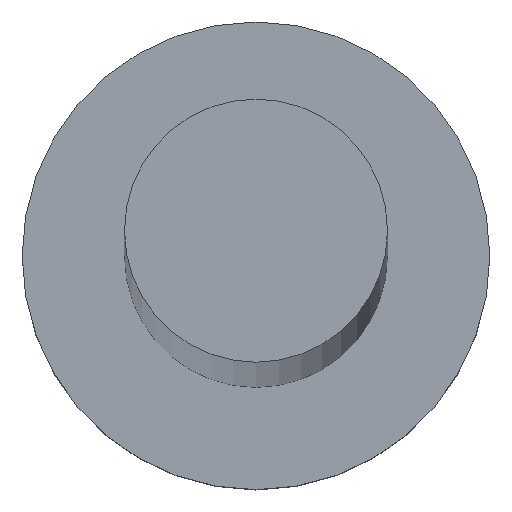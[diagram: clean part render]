
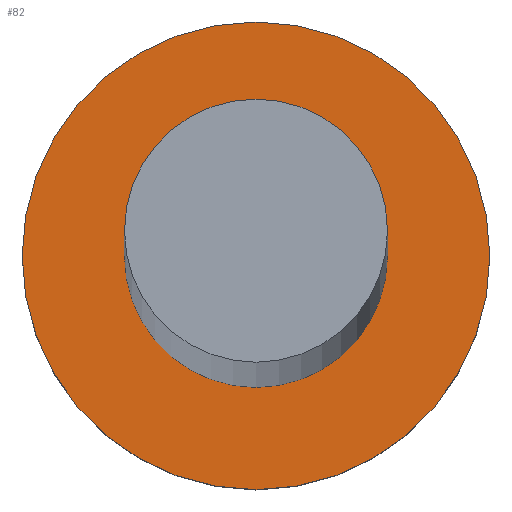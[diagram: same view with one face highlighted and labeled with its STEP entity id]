
A CAD part, top view. The second image highlights one B-rep face of the part: STEP entity #82.
In plain terms, the highlighted planar face has unit normal (0, 0, 1).
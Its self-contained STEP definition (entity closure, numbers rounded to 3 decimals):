
#7 = CIRCLE ( 'NONE', #230, 2.25 ) ;
#9 = ORIENTED_EDGE ( 'NONE', *, *, #47, .F. ) ;
#20 = CIRCLE ( 'NONE', #96, 2.25 ) ;
#32 = EDGE_CURVE ( 'NONE', #102, #41, #7, .T. ) ;
#41 = VERTEX_POINT ( 'NONE', #60 ) ;
#42 = DIRECTION ( 'NONE',  ( 0., 0., 1. ) ) ;
#47 = EDGE_CURVE ( 'NONE', #41, #102, #20, .T. ) ;
#51 = AXIS2_PLACEMENT_3D ( 'NONE', #73, #69, #233 ) ;
#60 = CARTESIAN_POINT ( 'NONE',  ( -2.25, 0., 3. ) ) ;
#69 = DIRECTION ( 'NONE',  ( 0., 0., 1. ) ) ;
#73 = CARTESIAN_POINT ( 'NONE',  ( 0., 0., 3. ) ) ;
#76 = CARTESIAN_POINT ( 'NONE',  ( 0., 0., 3. ) ) ;
#81 = VERTEX_POINT ( 'NONE', #174 ) ;
#82 = ADVANCED_FACE ( 'NONE', ( #253, #191 ), #145, .T. ) ;
#85 = EDGE_LOOP ( 'NONE', ( #184, #205 ) ) ;
#88 = AXIS2_PLACEMENT_3D ( 'NONE', #237, #200, #133 ) ;
#96 = AXIS2_PLACEMENT_3D ( 'NONE', #101, #224, #226 ) ;
#101 = CARTESIAN_POINT ( 'NONE',  ( 0., 0., 3. ) ) ;
#102 = VERTEX_POINT ( 'NONE', #152 ) ;
#120 = AXIS2_PLACEMENT_3D ( 'NONE', #76, #216, #218 ) ;
#133 = DIRECTION ( 'NONE',  ( 1., 0., 0. ) ) ;
#142 = VERTEX_POINT ( 'NONE', #155 ) ;
#145 = PLANE ( 'NONE',  #51 ) ;
#152 = CARTESIAN_POINT ( 'NONE',  ( 2.25, 0., 3. ) ) ;
#155 = CARTESIAN_POINT ( 'NONE',  ( 4., 0., 3. ) ) ;
#170 = EDGE_CURVE ( 'NONE', #142, #81, #199, .T. ) ;
#174 = CARTESIAN_POINT ( 'NONE',  ( -4., 0., 3. ) ) ;
#182 = DIRECTION ( 'NONE',  ( 1., 0., 0. ) ) ;
#184 = ORIENTED_EDGE ( 'NONE', *, *, #194, .T. ) ;
#191 = FACE_OUTER_BOUND ( 'NONE', #85, .T. ) ;
#194 = EDGE_CURVE ( 'NONE', #81, #142, #221, .T. ) ;
#199 = CIRCLE ( 'NONE', #88, 4. ) ;
#200 = DIRECTION ( 'NONE',  ( 0., 0., 1. ) ) ;
#204 = EDGE_LOOP ( 'NONE', ( #9, #228 ) ) ;
#205 = ORIENTED_EDGE ( 'NONE', *, *, #170, .T. ) ;
#216 = DIRECTION ( 'NONE',  ( 0., 0., 1. ) ) ;
#218 = DIRECTION ( 'NONE',  ( 1., 0., 0. ) ) ;
#221 = CIRCLE ( 'NONE', #120, 4. ) ;
#224 = DIRECTION ( 'NONE',  ( 0., 0., 1. ) ) ;
#226 = DIRECTION ( 'NONE',  ( 1., 0., 0. ) ) ;
#228 = ORIENTED_EDGE ( 'NONE', *, *, #32, .F. ) ;
#230 = AXIS2_PLACEMENT_3D ( 'NONE', #239, #42, #182 ) ;
#233 = DIRECTION ( 'NONE',  ( 1., 0., 0. ) ) ;
#237 = CARTESIAN_POINT ( 'NONE',  ( 0., 0., 3. ) ) ;
#239 = CARTESIAN_POINT ( 'NONE',  ( 0., 0., 3. ) ) ;
#253 = FACE_BOUND ( 'NONE', #204, .T. ) ;
